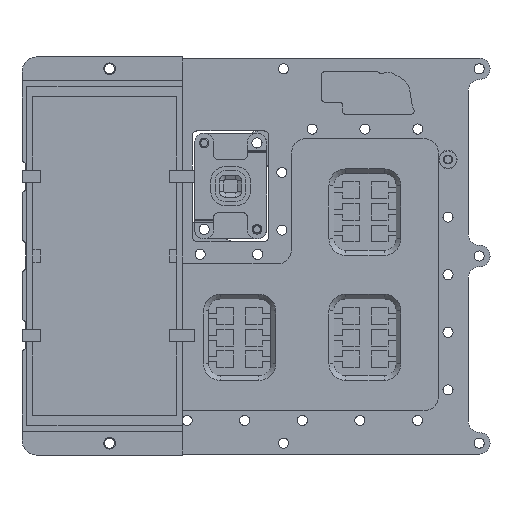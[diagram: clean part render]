
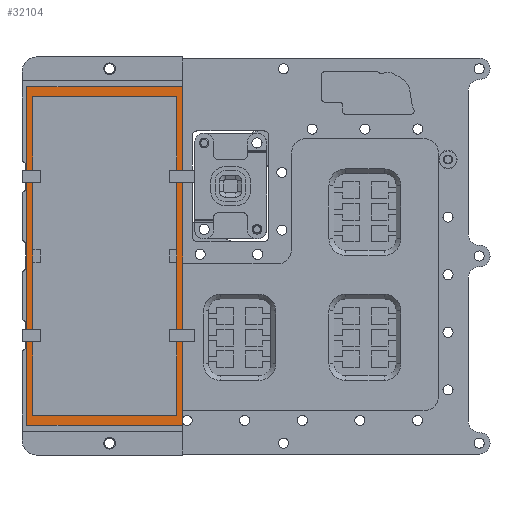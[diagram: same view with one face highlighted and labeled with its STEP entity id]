
A CAD part, front view. The second image highlights one B-rep face of the part: STEP entity #32104.
In plain terms, the highlighted face is planar.
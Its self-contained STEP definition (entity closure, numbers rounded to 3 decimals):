
#583 = VECTOR ( 'NONE', #46108, 1000. ) ;
#982 = VECTOR ( 'NONE', #18545, 1000. ) ;
#2309 = DIRECTION ( 'NONE',  ( 0., 0., -1. ) ) ;
#3298 = ORIENTED_EDGE ( 'NONE', *, *, #8394, .F. ) ;
#5269 = EDGE_CURVE ( 'NONE', #7869, #41837, #36563, .T. ) ;
#6494 = ORIENTED_EDGE ( 'NONE', *, *, #34499, .F. ) ;
#6537 = EDGE_CURVE ( 'NONE', #41837, #18547, #43875, .T. ) ;
#7869 = VERTEX_POINT ( 'NONE', #42227 ) ;
#7947 = PLANE ( 'NONE',  #23337 ) ;
#8394 = EDGE_CURVE ( 'NONE', #21010, #7869, #20606, .T. ) ;
#13934 = ORIENTED_EDGE ( 'NONE', *, *, #5269, .F. ) ;
#15331 = CARTESIAN_POINT ( 'NONE',  ( 35.25, 0.552, 53.5 ) ) ;
#16702 = CARTESIAN_POINT ( 'NONE',  ( 0., 0.552, 37.25 ) ) ;
#16812 = CARTESIAN_POINT ( 'NONE',  ( -35.25, 0.552, 53.5 ) ) ;
#18545 = DIRECTION ( 'NONE',  ( 0., 0., -1. ) ) ;
#18547 = VERTEX_POINT ( 'NONE', #16812 ) ;
#20606 = LINE ( 'NONE', #24852, #583 ) ;
#21010 = VERTEX_POINT ( 'NONE', #27446 ) ;
#22588 = DIRECTION ( 'NONE',  ( 0., 0., 1. ) ) ;
#23337 = AXIS2_PLACEMENT_3D ( 'NONE', #16702, #37724, #2309 ) ;
#24852 = CARTESIAN_POINT ( 'NONE',  ( -35.25, 0.552, 21. ) ) ;
#25957 = CARTESIAN_POINT ( 'NONE',  ( 35.25, 0.552, 53.5 ) ) ;
#27446 = CARTESIAN_POINT ( 'NONE',  ( -35.25, 0.552, 21. ) ) ;
#27857 = ORIENTED_EDGE ( 'NONE', *, *, #6537, .F. ) ;
#32104 = ADVANCED_FACE ( 'NONE', ( #40971 ), #7947, .F. ) ;
#33006 = CARTESIAN_POINT ( 'NONE',  ( 35.25, 0.552, 21. ) ) ;
#34499 = EDGE_CURVE ( 'NONE', #18547, #21010, #46659, .T. ) ;
#36563 = LINE ( 'NONE', #33006, #37180 ) ;
#37180 = VECTOR ( 'NONE', #22588, 1000. ) ;
#37724 = DIRECTION ( 'NONE',  ( 0., -1., 0. ) ) ;
#39350 = CARTESIAN_POINT ( 'NONE',  ( -35.25, 0.552, 53.5 ) ) ;
#40781 = DIRECTION ( 'NONE',  ( -1., 0., 0. ) ) ;
#40971 = FACE_OUTER_BOUND ( 'NONE', #41894, .T. ) ;
#41837 = VERTEX_POINT ( 'NONE', #25957 ) ;
#41894 = EDGE_LOOP ( 'NONE', ( #27857, #13934, #3298, #6494 ) ) ;
#42227 = CARTESIAN_POINT ( 'NONE',  ( 35.25, 0.552, 21. ) ) ;
#43875 = LINE ( 'NONE', #15331, #45731 ) ;
#45731 = VECTOR ( 'NONE', #40781, 1000. ) ;
#46108 = DIRECTION ( 'NONE',  ( 1., 0., 0. ) ) ;
#46659 = LINE ( 'NONE', #39350, #982 ) ;
